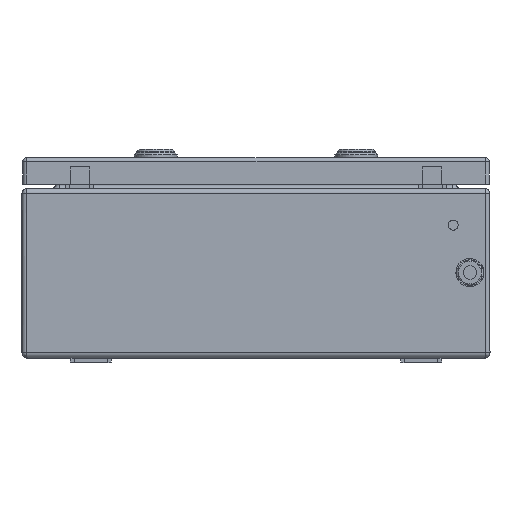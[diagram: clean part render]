
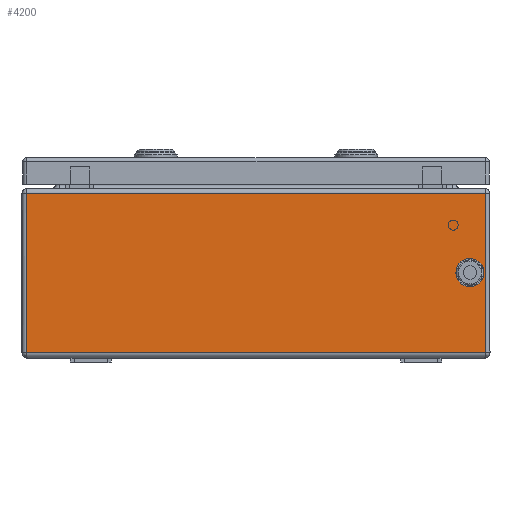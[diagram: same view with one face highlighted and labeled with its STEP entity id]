
A CAD part, left-side view. The second image highlights one B-rep face of the part: STEP entity #4200.
In plain terms, the highlighted planar face has unit normal (-1, 0, 0).
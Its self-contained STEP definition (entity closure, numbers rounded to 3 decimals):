
#3837=AXIS2_PLACEMENT_3D('Circle Axis2P3D',#3835,#3836,$) ;
#3885=AXIS2_PLACEMENT_3D('Circle Axis2P3D',#3883,#3884,$) ;
#4167=AXIS2_PLACEMENT_3D('Plane Axis2P3D',#4164,#4165,#4166) ;
#3577=CARTESIAN_POINT('Vertex',(25.5,3.,126.5)) ;
#3587=CARTESIAN_POINT('Vertex',(25.5,347.,126.5)) ;
#3590=CARTESIAN_POINT('Line Origine',(25.5,175.,126.5)) ;
#3832=CARTESIAN_POINT('Vertex',(25.5,9.85,72.46)) ;
#3835=CARTESIAN_POINT('Axis2P3D Location',(25.5,15.,67.5)) ;
#3839=CARTESIAN_POINT('Vertex',(25.5,20.15,72.46)) ;
#3859=CARTESIAN_POINT('Line Origine',(25.5,20.15,67.5)) ;
#3863=CARTESIAN_POINT('Vertex',(25.5,20.15,62.54)) ;
#3883=CARTESIAN_POINT('Axis2P3D Location',(25.5,15.,67.5)) ;
#3887=CARTESIAN_POINT('Vertex',(25.5,9.85,62.54)) ;
#3907=CARTESIAN_POINT('Line Origine',(25.5,9.85,67.5)) ;
#4164=CARTESIAN_POINT('Axis2P3D Location',(25.5,350.,130.5)) ;
#4169=CARTESIAN_POINT('Line Origine',(25.5,347.,67.)) ;
#4173=CARTESIAN_POINT('Vertex',(25.5,347.,7.5)) ;
#4176=CARTESIAN_POINT('Line Origine',(25.5,175.,7.5)) ;
#4180=CARTESIAN_POINT('Vertex',(25.5,3.,7.5)) ;
#4183=CARTESIAN_POINT('Line Origine',(25.5,3.,67.)) ;
#3591=DIRECTION('Vector Direction',(0.,-1.,0.)) ;
#3836=DIRECTION('Axis2P3D Direction',(-1.,0.,0.)) ;
#3860=DIRECTION('Vector Direction',(0.,0.,-1.)) ;
#3884=DIRECTION('Axis2P3D Direction',(-1.,0.,0.)) ;
#3908=DIRECTION('Vector Direction',(0.,0.,1.)) ;
#4165=DIRECTION('Axis2P3D Direction',(1.,0.,0.)) ;
#4166=DIRECTION('Axis2P3D XDirection',(0.,1.,0.)) ;
#4170=DIRECTION('Vector Direction',(0.,0.,-1.)) ;
#4177=DIRECTION('Vector Direction',(0.,-1.,0.)) ;
#4184=DIRECTION('Vector Direction',(0.,0.,1.)) ;
#3592=VECTOR('Line Direction',#3591,1.) ;
#3861=VECTOR('Line Direction',#3860,1.) ;
#3909=VECTOR('Line Direction',#3908,1.) ;
#4171=VECTOR('Line Direction',#4170,1.) ;
#4178=VECTOR('Line Direction',#4177,1.) ;
#4185=VECTOR('Line Direction',#4184,1.) ;
#4189=ORIENTED_EDGE('',*,*,#4175,.T.) ;
#4190=ORIENTED_EDGE('',*,*,#4182,.T.) ;
#4191=ORIENTED_EDGE('',*,*,#4187,.T.) ;
#4192=ORIENTED_EDGE('',*,*,#3594,.T.) ;
#4195=ORIENTED_EDGE('',*,*,#3865,.F.) ;
#4196=ORIENTED_EDGE('',*,*,#3841,.F.) ;
#4197=ORIENTED_EDGE('',*,*,#3911,.F.) ;
#4198=ORIENTED_EDGE('',*,*,#3889,.F.) ;
#4199=FACE_BOUND('',#4194,.T.) ;
#4200=ADVANCED_FACE('51372_ASM_GH_KTB_QL_XXXxXXXxXXX_YGP_S3D-1/51372_GH_KTB_QL_XXXxXXXxXXX_YGP_S3D_S3D-1-solid1',(#4193,#4199),#4168,.F.) ;
#3838=CIRCLE('generated circle',#3837,7.15) ;
#3886=CIRCLE('generated circle',#3885,7.15) ;
#3594=EDGE_CURVE('',#3578,#3588,#3593,.F.) ;
#3841=EDGE_CURVE('',#3833,#3840,#3838,.T.) ;
#3865=EDGE_CURVE('',#3840,#3864,#3862,.T.) ;
#3889=EDGE_CURVE('',#3864,#3888,#3886,.T.) ;
#3911=EDGE_CURVE('',#3888,#3833,#3910,.T.) ;
#4175=EDGE_CURVE('',#3588,#4174,#4172,.T.) ;
#4182=EDGE_CURVE('',#4174,#4181,#4179,.T.) ;
#4187=EDGE_CURVE('',#4181,#3578,#4186,.T.) ;
#4188=EDGE_LOOP('',(#4189,#4190,#4191,#4192)) ;
#4194=EDGE_LOOP('',(#4195,#4196,#4197,#4198)) ;
#4193=FACE_OUTER_BOUND('',#4188,.T.) ;
#3593=LINE('Line',#3590,#3592) ;
#3862=LINE('Line',#3859,#3861) ;
#3910=LINE('Line',#3907,#3909) ;
#4172=LINE('Line',#4169,#4171) ;
#4179=LINE('Line',#4176,#4178) ;
#4186=LINE('Line',#4183,#4185) ;
#4168=PLANE('',#4167) ;
#3578=VERTEX_POINT('',#3577) ;
#3588=VERTEX_POINT('',#3587) ;
#3833=VERTEX_POINT('',#3832) ;
#3840=VERTEX_POINT('',#3839) ;
#3864=VERTEX_POINT('',#3863) ;
#3888=VERTEX_POINT('',#3887) ;
#4174=VERTEX_POINT('',#4173) ;
#4181=VERTEX_POINT('',#4180) ;
